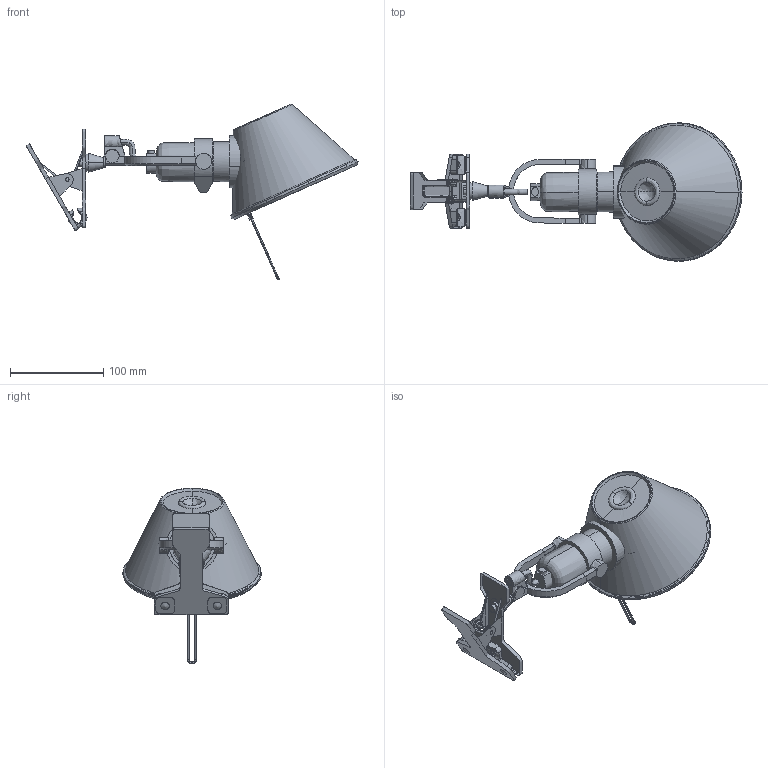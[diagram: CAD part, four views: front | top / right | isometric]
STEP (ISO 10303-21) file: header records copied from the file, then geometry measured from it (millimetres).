
FILE_DESCRIPTION(/* description */ (''),/* implementation_level */ '2;1');
FILE_NAME(/* name */ 'Tolomeo_Pinza_Led_3D',/* time_stamp */ '2011-12-19T15:39:17+01:00',/* author */ (''),/* organization */ (''),/* preprocessor_version */ 'ST-DEVELOPER v10',/* originating_system */ '',/* authorisation */ '');
FILE_SCHEMA (('CONFIG_CONTROL_DESIGN'));
Length unit declared in the file: millimetre
Products named in the file (1): 1
Bounding box: 356.52 x 148.54 x 188.57 mm (x, y, z)
Volume: 86634.4 mm3; surface area: 114883.3 mm2
Topology: 14 solids, 36 shells, 304 faces, 762 edges, 502 vertices
Faces by surface type: bspline 203, plane 101
Entity records: 13030 total; most frequent: CARTESIAN_POINT 8583, ORIENTED_EDGE 1338, EDGE_CURVE 728, VERTEX_POINT 475, B_SPLINE_CURVE_WITH_KNOTS 414, EDGE_LOOP 316, ADVANCED_FACE 304, FACE_OUTER_BOUND 304
